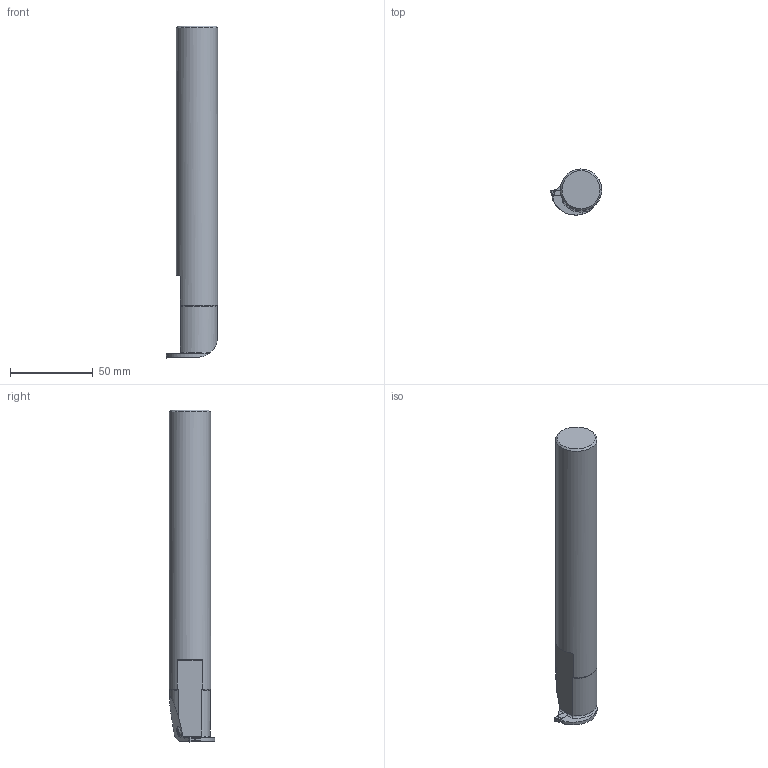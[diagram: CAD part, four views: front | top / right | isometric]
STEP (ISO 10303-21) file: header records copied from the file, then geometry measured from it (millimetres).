
FILE_DESCRIPTION(/* description */ (''),/* implementation_level */ '2;1');
FILE_NAME(/* name */ 'toolassembly_1.stp',/* time_stamp */ '2021-11-29T10:26:24+01:00',/* author */ (''),/* organization */ ('SMS'),/* preprocessor_version */ 'ST-DEVELOPER v16.7',/* originating_system */ 'SIEMENS PLM Software NX 12.0',/* authorisation */ '');
FILE_SCHEMA (('AUTOMOTIVE_DESIGN { 1 0 10303 214 3 1 1 1 }'));
Length unit declared in the file: millimetre
Products named in the file (4): ASSEMBLY_CONSTRUCTION; CUT_20211129102523; NOCUT_20211129102458; TOOLASSEMBLY_1
Assembly tree (3 placements, depth 2):
  TOOLASSEMBLY_1
    NOCUT_20211129102458
    CUT_20211129102523
    ASSEMBLY_CONSTRUCTION
Bounding box: 30.98 x 27.48 x 200 mm (x, y, z)
Volume: 94782.2 mm3; surface area: 16611.9 mm2
Topology: 2 solids, 2 shells, 132 faces, 345 edges, 221 vertices
Faces by surface type: plane 51, cylinder 28, extrusion 23, bspline 20, cone 7, torus 3
Full cylindrical faces by diameter (mm): 24.965 x1
Entity records: 6683 total; most frequent: CARTESIAN_POINT 3469, ORIENTED_EDGE 674, DIRECTION 586, EDGE_CURVE 337, VERTEX_POINT 214, AXIS2_PLACEMENT_3D 204, VECTOR 178, LINE 155
